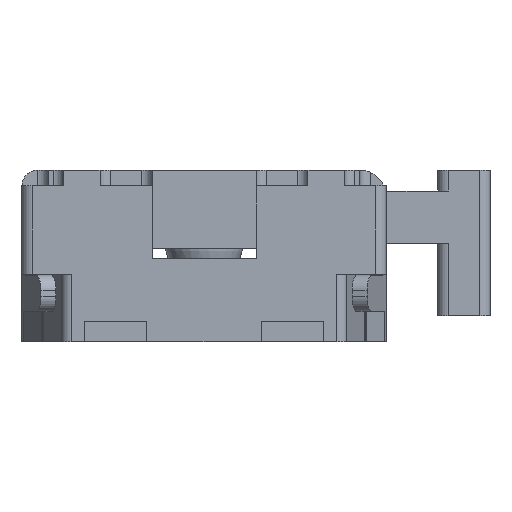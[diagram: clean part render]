
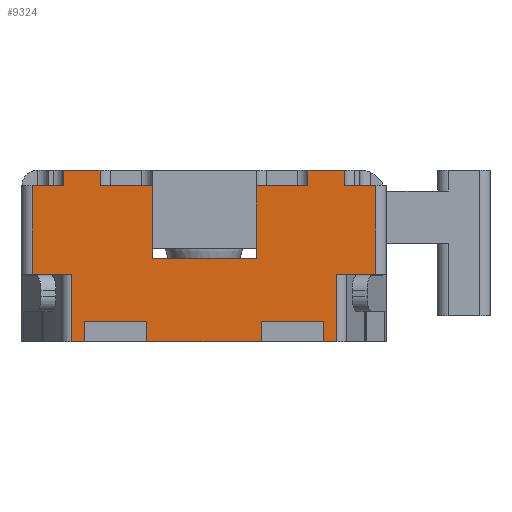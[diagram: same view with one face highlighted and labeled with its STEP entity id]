
A CAD part, left-side view. The second image highlights one B-rep face of the part: STEP entity #9324.
In plain terms, the highlighted planar face has unit normal (-1, 0, 0).
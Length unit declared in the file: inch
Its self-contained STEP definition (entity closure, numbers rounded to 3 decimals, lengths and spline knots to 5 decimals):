
#3227=CARTESIAN_POINT('',(-0.09252,0.05315,0.05906));
#3228=VERTEX_POINT('',#3227);
#3235=CARTESIAN_POINT('',(-0.09252,0.05315,0.06496));
#3236=VERTEX_POINT('',#3235);
#3237=CARTESIAN_POINT('',(-0.09252,0.05315,0.05906));
#3238=DIRECTION('',(0.0,0.0,1.0));
#3239=VECTOR('',#3238,0.00591);
#3240=LINE('',#3237,#3239);
#3241=EDGE_CURVE('',#3228,#3236,#3240,.T.);
#3446=CARTESIAN_POINT('',(-0.09252,-0.03937,0.05906));
#3447=VERTEX_POINT('',#3446);
#3454=CARTESIAN_POINT('',(-0.09252,-0.03937,0.06496));
#3455=VERTEX_POINT('',#3454);
#3456=CARTESIAN_POINT('',(-0.09252,-0.03937,0.05906));
#3457=DIRECTION('',(0.0,0.0,1.0));
#3458=VECTOR('',#3457,0.00591);
#3459=LINE('',#3456,#3458);
#3460=EDGE_CURVE('',#3447,#3455,#3459,.T.);
#4039=CARTESIAN_POINT('',(-0.09252,0.03937,0.06496));
#4040=VERTEX_POINT('',#4039);
#4041=CARTESIAN_POINT('',(-0.09252,0.03937,0.06496));
#4042=DIRECTION('',(0.0,1.0,0.0));
#4043=VECTOR('',#4042,0.01378);
#4044=LINE('',#4041,#4043);
#4045=EDGE_CURVE('',#4040,#3236,#4044,.T.);
#4068=CARTESIAN_POINT('',(-0.09252,-0.05315,0.06496));
#4069=VERTEX_POINT('',#4068);
#4070=CARTESIAN_POINT('',(-0.09252,-0.05315,0.06496));
#4071=DIRECTION('',(0.0,1.0,0.0));
#4072=VECTOR('',#4071,0.01378);
#4073=LINE('',#4070,#4072);
#4074=EDGE_CURVE('',#4069,#3455,#4073,.T.);
#5088=CARTESIAN_POINT('',(-0.09252,-0.05315,0.05906));
#5089=VERTEX_POINT('',#5088);
#5090=CARTESIAN_POINT('',(-0.09252,-0.05315,0.05906));
#5091=DIRECTION('',(0.0,0.0,1.0));
#5092=VECTOR('',#5091,0.00591);
#5093=LINE('',#5090,#5092);
#5094=EDGE_CURVE('',#5089,#4069,#5093,.T.);
#5136=CARTESIAN_POINT('',(-0.09252,0.03937,0.05906));
#5137=VERTEX_POINT('',#5136);
#5138=CARTESIAN_POINT('',(-0.09252,0.03937,0.05906));
#5139=DIRECTION('',(0.0,0.0,1.0));
#5140=VECTOR('',#5139,0.00591);
#5141=LINE('',#5138,#5140);
#5142=EDGE_CURVE('',#5137,#4040,#5141,.T.);
#5270=CARTESIAN_POINT('',(-0.09252,-0.01969,0.0315));
#5271=VERTEX_POINT('',#5270);
#5278=CARTESIAN_POINT('',(-0.09252,-0.01969,0.05906));
#5279=VERTEX_POINT('',#5278);
#5280=CARTESIAN_POINT('',(-0.09252,-0.01969,0.05906));
#5281=DIRECTION('',(0.0,0.0,-1.0));
#5282=VECTOR('',#5281,0.02756);
#5283=LINE('',#5280,#5282);
#5284=EDGE_CURVE('',#5279,#5271,#5283,.T.);
#5427=CARTESIAN_POINT('',(-0.09252,0.06496,0.05906));
#5428=VERTEX_POINT('',#5427);
#5436=CARTESIAN_POINT('',(-0.09252,0.05315,0.05906));
#5437=DIRECTION('',(0.0,1.0,0.0));
#5438=VECTOR('',#5437,0.01181);
#5439=LINE('',#5436,#5438);
#5440=EDGE_CURVE('',#3228,#5428,#5439,.T.);
#5460=CARTESIAN_POINT('',(-0.09252,0.01969,0.05906));
#5461=VERTEX_POINT('',#5460);
#5462=CARTESIAN_POINT('',(-0.09252,0.01969,0.05906));
#5463=DIRECTION('',(0.0,1.0,0.0));
#5464=VECTOR('',#5463,0.01969);
#5465=LINE('',#5462,#5464);
#5466=EDGE_CURVE('',#5461,#5137,#5465,.T.);
#5511=CARTESIAN_POINT('',(-0.09252,0.05024,0.02559));
#5512=VERTEX_POINT('',#5511);
#5520=CARTESIAN_POINT('',(-0.09252,0.06496,0.02559));
#5521=VERTEX_POINT('',#5520);
#5522=CARTESIAN_POINT('',(-0.09252,0.05024,0.02559));
#5523=DIRECTION('',(0.0,1.0,0.0));
#5524=VECTOR('',#5523,0.01472);
#5525=LINE('',#5522,#5524);
#5526=EDGE_CURVE('',#5512,#5521,#5525,.T.);
#5992=CARTESIAN_POINT('',(-0.09252,-0.06496,0.05906));
#5993=VERTEX_POINT('',#5992);
#5994=CARTESIAN_POINT('',(-0.09252,-0.06496,0.05906));
#5995=DIRECTION('',(0.0,1.0,0.0));
#5996=VECTOR('',#5995,0.01181);
#5997=LINE('',#5994,#5996);
#5998=EDGE_CURVE('',#5993,#5089,#5997,.T.);
#7538=CARTESIAN_POINT('',(-0.09252,-0.05024,0.0));
#7539=VERTEX_POINT('',#7538);
#7548=CARTESIAN_POINT('',(-0.09252,-0.05024,0.02559));
#7549=VERTEX_POINT('',#7548);
#7557=CARTESIAN_POINT('',(-0.09252,-0.05024,0.02559));
#7558=DIRECTION('',(0.0,0.0,-1.0));
#7559=VECTOR('',#7558,0.02559);
#7560=LINE('',#7557,#7559);
#7561=EDGE_CURVE('',#7549,#7539,#7560,.T.);
#7574=CARTESIAN_POINT('',(-0.09252,-0.04528,0.0));
#7575=VERTEX_POINT('',#7574);
#7576=CARTESIAN_POINT('',(-0.09252,-0.05024,0.0));
#7577=DIRECTION('',(0.0,1.0,0.0));
#7578=VECTOR('',#7577,0.00497);
#7579=LINE('',#7576,#7578);
#7580=EDGE_CURVE('',#7539,#7575,#7579,.T.);
#7598=CARTESIAN_POINT('',(-0.09252,-0.02165,0.0));
#7599=VERTEX_POINT('',#7598);
#7606=CARTESIAN_POINT('',(-0.09252,0.02165,0.0));
#7607=VERTEX_POINT('',#7606);
#7608=CARTESIAN_POINT('',(-0.09252,-0.02165,0.0));
#7609=DIRECTION('',(0.0,1.0,0.0));
#7610=VECTOR('',#7609,0.04331);
#7611=LINE('',#7608,#7610);
#7612=EDGE_CURVE('',#7599,#7607,#7611,.T.);
#7630=CARTESIAN_POINT('',(-0.09252,0.04528,0.0));
#7631=VERTEX_POINT('',#7630);
#7638=CARTESIAN_POINT('',(-0.09252,0.05024,0.0));
#7639=VERTEX_POINT('',#7638);
#7640=CARTESIAN_POINT('',(-0.09252,0.04528,0.0));
#7641=DIRECTION('',(0.0,1.0,0.0));
#7642=VECTOR('',#7641,0.00497);
#7643=LINE('',#7640,#7642);
#7644=EDGE_CURVE('',#7631,#7639,#7643,.T.);
#8013=CARTESIAN_POINT('',(-0.09252,-0.06496,0.02559));
#8014=VERTEX_POINT('',#8013);
#8015=CARTESIAN_POINT('',(-0.09252,-0.06496,0.05906));
#8016=DIRECTION('',(0.0,0.0,-1.0));
#8017=VECTOR('',#8016,0.03346);
#8018=LINE('',#8015,#8017);
#8019=EDGE_CURVE('',#5993,#8014,#8018,.T.);
#8047=CARTESIAN_POINT('',(-0.09252,-0.03937,0.05906));
#8048=DIRECTION('',(0.0,1.0,0.0));
#8049=VECTOR('',#8048,0.01969);
#8050=LINE('',#8047,#8049);
#8051=EDGE_CURVE('',#3447,#5279,#8050,.T.);
#8396=CARTESIAN_POINT('',(-0.09252,0.05024,0.0));
#8397=DIRECTION('',(0.0,0.0,1.0));
#8398=VECTOR('',#8397,0.02559);
#8399=LINE('',#8396,#8398);
#8400=EDGE_CURVE('',#7639,#5512,#8399,.T.);
#8442=CARTESIAN_POINT('',(-0.09252,0.06496,0.02559));
#8443=DIRECTION('',(0.0,0.0,1.0));
#8444=VECTOR('',#8443,0.03346);
#8445=LINE('',#8442,#8444);
#8446=EDGE_CURVE('',#5521,#5428,#8445,.T.);
#8887=CARTESIAN_POINT('',(-0.09252,-0.06496,0.02559));
#8888=DIRECTION('',(0.0,1.0,0.0));
#8889=VECTOR('',#8888,0.01472);
#8890=LINE('',#8887,#8889);
#8891=EDGE_CURVE('',#8014,#7549,#8890,.T.);
#9078=CARTESIAN_POINT('',(-0.09252,-0.04528,0.00787));
#9079=VERTEX_POINT('',#9078);
#9080=CARTESIAN_POINT('',(-0.09252,-0.04528,0.00787));
#9081=DIRECTION('',(0.0,0.0,-1.0));
#9082=VECTOR('',#9081,0.00787);
#9083=LINE('',#9080,#9082);
#9084=EDGE_CURVE('',#9079,#7575,#9083,.T.);
#9109=CARTESIAN_POINT('',(-0.09252,-0.02165,0.00787));
#9110=VERTEX_POINT('',#9109);
#9111=CARTESIAN_POINT('',(-0.09252,-0.02165,0.00787));
#9112=DIRECTION('',(0.0,-1.0,0.0));
#9113=VECTOR('',#9112,0.02362);
#9114=LINE('',#9111,#9113);
#9115=EDGE_CURVE('',#9110,#9079,#9114,.T.);
#9158=CARTESIAN_POINT('',(-0.09252,-0.02165,0.0));
#9159=DIRECTION('',(0.0,0.0,1.0));
#9160=VECTOR('',#9159,0.00787);
#9161=LINE('',#9158,#9160);
#9162=EDGE_CURVE('',#7599,#9110,#9161,.T.);
#9205=CARTESIAN_POINT('',(-0.09252,0.04528,0.00787));
#9206=VERTEX_POINT('',#9205);
#9207=CARTESIAN_POINT('',(-0.09252,0.04528,0.0));
#9208=DIRECTION('',(0.0,0.0,1.0));
#9209=VECTOR('',#9208,0.00787);
#9210=LINE('',#9207,#9209);
#9211=EDGE_CURVE('',#7631,#9206,#9210,.T.);
#9229=CARTESIAN_POINT('',(-0.09252,0.02165,0.00787));
#9230=VERTEX_POINT('',#9229);
#9239=CARTESIAN_POINT('',(-0.09252,0.02165,0.00787));
#9240=DIRECTION('',(0.0,0.0,-1.0));
#9241=VECTOR('',#9240,0.00787);
#9242=LINE('',#9239,#9241);
#9243=EDGE_CURVE('',#9230,#7607,#9242,.T.);
#9253=CARTESIAN_POINT('',(-0.09252,0.04528,0.00787));
#9254=DIRECTION('',(0.0,-1.0,0.0));
#9255=VECTOR('',#9254,0.02362);
#9256=LINE('',#9253,#9255);
#9257=EDGE_CURVE('',#9206,#9230,#9256,.T.);
#9277=CARTESIAN_POINT('',(-0.09252,-0.07146,-0.00325));
#9278=DIRECTION('',(-1.0,0.0,0.0));
#9279=DIRECTION('',(0.0,0.0,1.0));
#9280=AXIS2_PLACEMENT_3D('',#9277,#9278,#9279);
#9281=PLANE('',#9280);
#9282=ORIENTED_EDGE('',*,*,#8891,.F.);
#9283=ORIENTED_EDGE('',*,*,#8019,.F.);
#9284=ORIENTED_EDGE('',*,*,#5998,.T.);
#9285=ORIENTED_EDGE('',*,*,#5094,.T.);
#9286=ORIENTED_EDGE('',*,*,#4074,.T.);
#9287=ORIENTED_EDGE('',*,*,#3460,.F.);
#9288=ORIENTED_EDGE('',*,*,#8051,.T.);
#9289=ORIENTED_EDGE('',*,*,#5284,.T.);
#9290=CARTESIAN_POINT('',(-0.09252,0.01969,0.0315));
#9291=VERTEX_POINT('',#9290);
#9292=CARTESIAN_POINT('',(-0.09252,-0.01969,0.0315));
#9293=DIRECTION('',(0.0,1.0,0.0));
#9294=VECTOR('',#9293,0.03937);
#9295=LINE('',#9292,#9294);
#9296=EDGE_CURVE('',#5271,#9291,#9295,.T.);
#9297=ORIENTED_EDGE('',*,*,#9296,.T.);
#9298=CARTESIAN_POINT('',(-0.09252,0.01969,0.0315));
#9299=DIRECTION('',(0.0,0.0,1.0));
#9300=VECTOR('',#9299,0.02756);
#9301=LINE('',#9298,#9300);
#9302=EDGE_CURVE('',#9291,#5461,#9301,.T.);
#9303=ORIENTED_EDGE('',*,*,#9302,.T.);
#9304=ORIENTED_EDGE('',*,*,#5466,.T.);
#9305=ORIENTED_EDGE('',*,*,#5142,.T.);
#9306=ORIENTED_EDGE('',*,*,#4045,.T.);
#9307=ORIENTED_EDGE('',*,*,#3241,.F.);
#9308=ORIENTED_EDGE('',*,*,#5440,.T.);
#9309=ORIENTED_EDGE('',*,*,#8446,.F.);
#9310=ORIENTED_EDGE('',*,*,#5526,.F.);
#9311=ORIENTED_EDGE('',*,*,#8400,.F.);
#9312=ORIENTED_EDGE('',*,*,#7644,.F.);
#9313=ORIENTED_EDGE('',*,*,#9211,.T.);
#9314=ORIENTED_EDGE('',*,*,#9257,.T.);
#9315=ORIENTED_EDGE('',*,*,#9243,.T.);
#9316=ORIENTED_EDGE('',*,*,#7612,.F.);
#9317=ORIENTED_EDGE('',*,*,#9162,.T.);
#9318=ORIENTED_EDGE('',*,*,#9115,.T.);
#9319=ORIENTED_EDGE('',*,*,#9084,.T.);
#9320=ORIENTED_EDGE('',*,*,#7580,.F.);
#9321=ORIENTED_EDGE('',*,*,#7561,.F.);
#9322=EDGE_LOOP('',(#9282,#9283,#9284,#9285,#9286,#9287,#9288,#9289,#9297,#9303,#9304,#9305,#9306,#9307,#9308,#9309,#9310,#9311,#9312,#9313,#9314,#9315,#9316,#9317,#9318,#9319,#9320,#9321));
#9323=FACE_OUTER_BOUND('',#9322,.T.);
#9324=ADVANCED_FACE('',(#9323),#9281,.T.);
